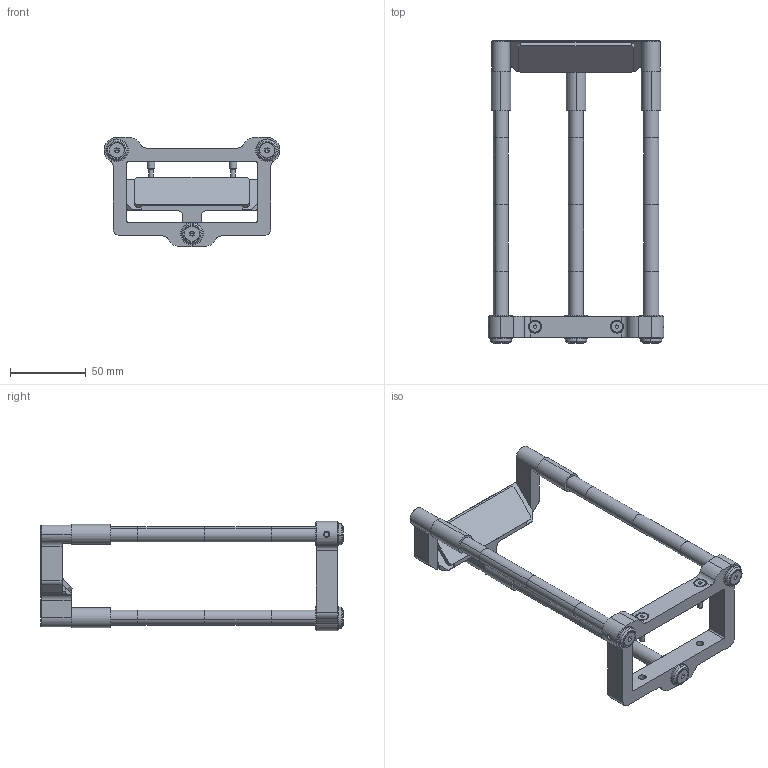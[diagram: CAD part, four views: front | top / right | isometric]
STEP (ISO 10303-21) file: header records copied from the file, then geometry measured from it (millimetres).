
FILE_DESCRIPTION (( 'STEP AP203' ), '1' );
FILE_NAME ('DP22522-B_CMMR4K060-V.step', '2022-01-13T08:11:17', ( '' ), ( '' ), 'SwSTEP 2.0', 'SolidWorks 2021', '' );
FILE_SCHEMA (( 'CONFIG_CONTROL_DESIGN' ));
Length unit declared in the file: millimetre
Products named in the file (1): DP22522-B_CMMR4K060-V
Bounding box: 116 x 199.32 x 72 mm (x, y, z)
Surface area: 50821.8 mm2 (no closed solid volume)
Topology: 0 solids, 38 shells, 299 faces, 819 edges, 540 vertices
Faces by surface type: plane 138, cylinder 115, cone 46
Entity records: 9627 total; most frequent: CARTESIAN_POINT 1791, DIRECTION 1743, ORIENTED_EDGE 1418, EDGE_CURVE 813, AXIS2_PLACEMENT_3D 640, VERTEX_POINT 540, VECTOR 463, LINE 463
